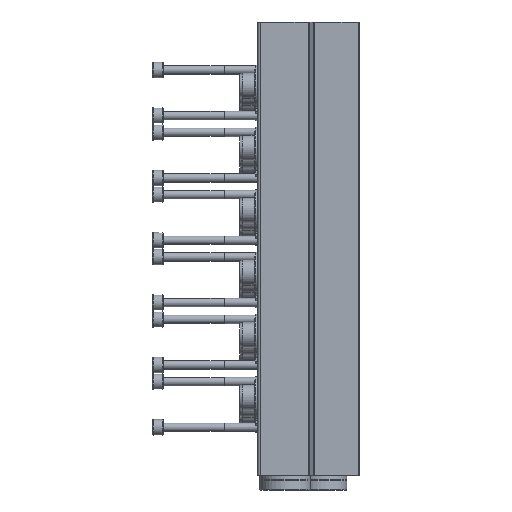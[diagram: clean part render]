
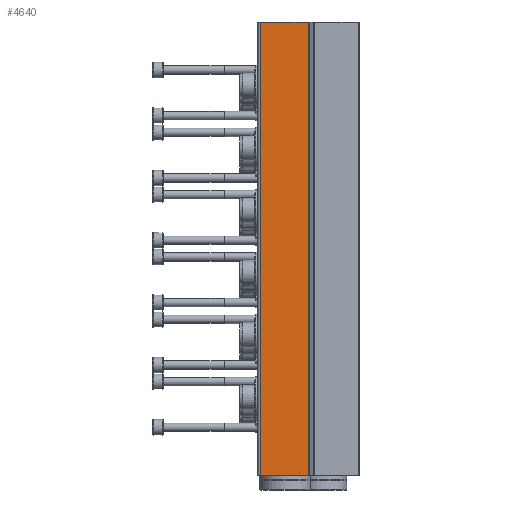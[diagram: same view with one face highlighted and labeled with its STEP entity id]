
A CAD part, left-side view. The second image highlights one B-rep face of the part: STEP entity #4640.
In plain terms, the highlighted planar face has unit normal (-1, 0, 0).
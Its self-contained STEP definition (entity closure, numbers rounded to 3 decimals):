
#198=PLANE('',#5006);
#678=ORIENTED_EDGE('',*,*,#1878,.F.);
#679=ORIENTED_EDGE('',*,*,#1877,.F.);
#680=ORIENTED_EDGE('',*,*,#1879,.T.);
#681=ORIENTED_EDGE('',*,*,#1880,.T.);
#1877=EDGE_CURVE('',#2477,#2475,#2916,.T.);
#1878=EDGE_CURVE('',#2475,#2478,#2917,.T.);
#1879=EDGE_CURVE('',#2477,#2479,#2918,.T.);
#1880=EDGE_CURVE('',#2479,#2478,#2919,.T.);
#2475=VERTEX_POINT('',#7517);
#2477=VERTEX_POINT('',#7521);
#2478=VERTEX_POINT('',#7525);
#2479=VERTEX_POINT('',#7527);
#2916=LINE('',#7522,#3207);
#2917=LINE('',#7524,#3208);
#2918=LINE('',#7526,#3209);
#2919=LINE('',#7528,#3210);
#3207=VECTOR('',#5642,1000.);
#3208=VECTOR('',#5645,1000.);
#3209=VECTOR('',#5646,1000.);
#3210=VECTOR('',#5647,1000.);
#3510=EDGE_LOOP('',(#678,#679,#680,#681));
#4025=FACE_BOUND('',#3510,.T.);
#4640=ADVANCED_FACE('',(#4025),#198,.T.);
#5006=AXIS2_PLACEMENT_3D('',#7523,#5643,#5644);
#5642=DIRECTION('',(0.,0.,1.));
#5643=DIRECTION('',(-1.,0.,0.));
#5644=DIRECTION('',(0.,0.,1.));
#5645=DIRECTION('',(0.,-1.,0.));
#5646=DIRECTION('',(0.,-1.,0.));
#5647=DIRECTION('',(0.,0.,1.));
#7517=CARTESIAN_POINT('',(-32.1,35.,0.));
#7521=CARTESIAN_POINT('',(-32.1,35.,-160.));
#7522=CARTESIAN_POINT('',(-32.1,35.,-160.));
#7523=CARTESIAN_POINT('',(-32.1,35.,-160.));
#7524=CARTESIAN_POINT('',(-32.1,35.,0.));
#7525=CARTESIAN_POINT('',(-32.1,18.111,0.));
#7526=CARTESIAN_POINT('',(-32.1,35.,-160.));
#7527=CARTESIAN_POINT('',(-32.1,18.111,-160.));
#7528=CARTESIAN_POINT('',(-32.1,18.111,-160.));
